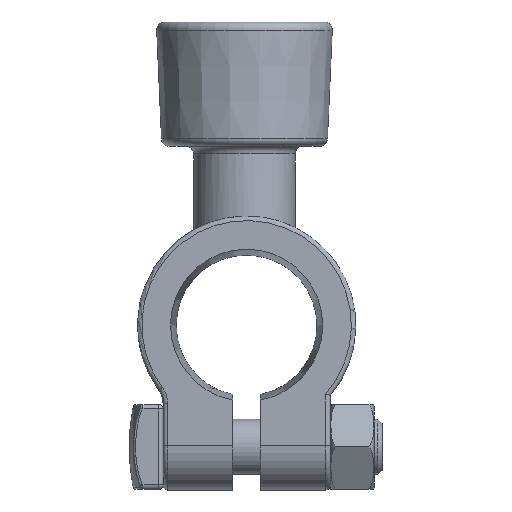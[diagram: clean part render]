
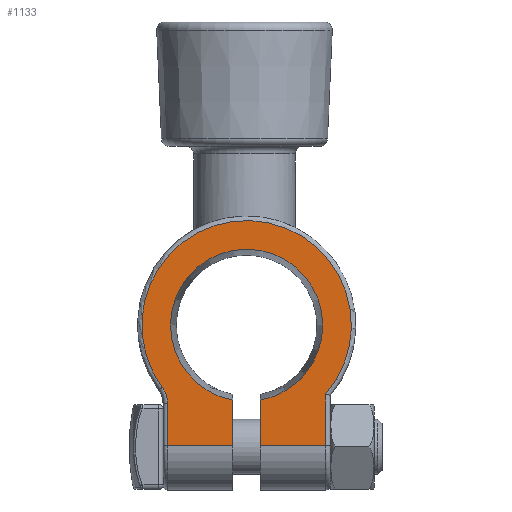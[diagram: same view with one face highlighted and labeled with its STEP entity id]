
A CAD part, top view. The second image highlights one B-rep face of the part: STEP entity #1133.
In plain terms, the highlighted planar face has unit normal (0, 0, 1).
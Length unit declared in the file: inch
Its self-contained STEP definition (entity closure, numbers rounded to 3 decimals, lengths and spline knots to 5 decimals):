
#32=LINE($,#1781,#83);
#35=LINE($,#1795,#86);
#37=LINE($,#1803,#88);
#40=LINE($,#1835,#91);
#41=LINE($,#1840,#92);
#42=LINE($,#1841,#93);
#83=VECTOR($,#1398,0.29661);
#86=VECTOR($,#1407,0.20685);
#88=VECTOR($,#1413,0.29661);
#91=VECTOR($,#1448,0.23524);
#92=VECTOR($,#1453,0.19333);
#93=VECTOR($,#1454,0.20685);
#196=PLANE($,#1245);
#262=FACE_OUTER_BOUND($,#354,.T.);
#354=EDGE_LOOP($,(#824,#825,#826,#827,#828,#829,#830,#831,#832));
#448=CIRCLE($,#1238,0.345);
#453=CIRCLE($,#1246,0.475);
#454=CIRCLE($,#1247,0.12);
#517=VERTEX_POINT($,#1774);
#520=VERTEX_POINT($,#1779);
#522=VERTEX_POINT($,#1785);
#528=VERTEX_POINT($,#1800);
#529=VERTEX_POINT($,#1802);
#534=VERTEX_POINT($,#1818);
#539=VERTEX_POINT($,#1834);
#540=VERTEX_POINT($,#1836);
#541=VERTEX_POINT($,#1838);
#624=EDGE_CURVE($,#520,#517,#32,.T.);
#630=EDGE_CURVE($,#517,#522,#35,.T.);
#633=EDGE_CURVE($,#528,#529,#37,.T.);
#641=EDGE_CURVE($,#534,#522,#448,.T.);
#647=EDGE_CURVE($,#539,#520,#40,.T.);
#648=EDGE_CURVE($,#540,#539,#453,.T.);
#649=EDGE_CURVE($,#541,#540,#454,.T.);
#650=EDGE_CURVE($,#529,#541,#41,.T.);
#651=EDGE_CURVE($,#534,#528,#42,.T.);
#824=ORIENTED_EDGE($,*,*,#641,.T.);
#825=ORIENTED_EDGE($,*,*,#630,.F.);
#826=ORIENTED_EDGE($,*,*,#624,.F.);
#827=ORIENTED_EDGE($,*,*,#647,.F.);
#828=ORIENTED_EDGE($,*,*,#648,.F.);
#829=ORIENTED_EDGE($,*,*,#649,.F.);
#830=ORIENTED_EDGE($,*,*,#650,.F.);
#831=ORIENTED_EDGE($,*,*,#633,.F.);
#832=ORIENTED_EDGE($,*,*,#651,.F.);
#1133=ADVANCED_FACE($,(#262),#196,.T.);
#1238=AXIS2_PLACEMENT_3D($,#1819,#1432,#1433);
#1245=AXIS2_PLACEMENT_3D($,#1833,#1446,#1447);
#1246=AXIS2_PLACEMENT_3D($,#1837,#1449,#1450);
#1247=AXIS2_PLACEMENT_3D($,#1839,#1451,#1452);
#1398=DIRECTION($,(-1.,0.,0.));
#1407=DIRECTION($,(0.,1.,0.));
#1413=DIRECTION($,(-1.,0.,0.));
#1432=DIRECTION('center_axis',(0.,0.,-1.));
#1433=DIRECTION('ref_axis',(-1.,0.,0.));
#1446=DIRECTION('center_axis',(0.,0.,1.));
#1447=DIRECTION('ref_axis',(1.,0.,0.));
#1448=DIRECTION($,(0.,-1.,0.));
#1449=DIRECTION('center_axis',(0.,0.,-1.));
#1450=DIRECTION('ref_axis',(0.032,0.999,0.));
#1451=DIRECTION('center_axis',(0.,0.,1.));
#1452=DIRECTION('ref_axis',(0.95,0.312,0.));
#1453=DIRECTION($,(0.,1.,0.));
#1454=DIRECTION($,(0.,-1.,0.));
#1774=CARTESIAN_POINT('',(0.4075,-0.54614,0.));
#1779=CARTESIAN_POINT('',(0.70411,-0.54614,0.));
#1781=CARTESIAN_POINT($,(0.53456,-0.54614,0.));
#1785=CARTESIAN_POINT('',(0.4075,-0.33929,0.));
#1795=CARTESIAN_POINT($,(0.4075,-0.49104,0.));
#1800=CARTESIAN_POINT('',(0.2825,-0.54614,0.));
#1802=CARTESIAN_POINT('',(-0.01411,-0.54614,0.));
#1803=CARTESIAN_POINT($,(0.31375,-0.54614,0.));
#1818=CARTESIAN_POINT('',(0.2825,-0.33929,0.));
#1819=CARTESIAN_POINT('Origin',(0.345,0.,0.));
#1833=CARTESIAN_POINT('Origin',(0.345,-0.26693,0.));
#1834=CARTESIAN_POINT('',(0.70411,-0.31091,0.));
#1835=CARTESIAN_POINT($,(0.70411,-0.2926,0.));
#1836=CARTESIAN_POINT('',(-0.03749,-0.28165,0.));
#1837=CARTESIAN_POINT('Origin',(0.345,0.,0.));
#1838=CARTESIAN_POINT('',(-0.01411,-0.35281,0.));
#1839=CARTESIAN_POINT('Origin',(-0.13411,-0.35281,0.));
#1840=CARTESIAN_POINT($,(-0.01411,-0.50654,0.));
#1841=CARTESIAN_POINT($,(0.2825,-0.1484,0.));
